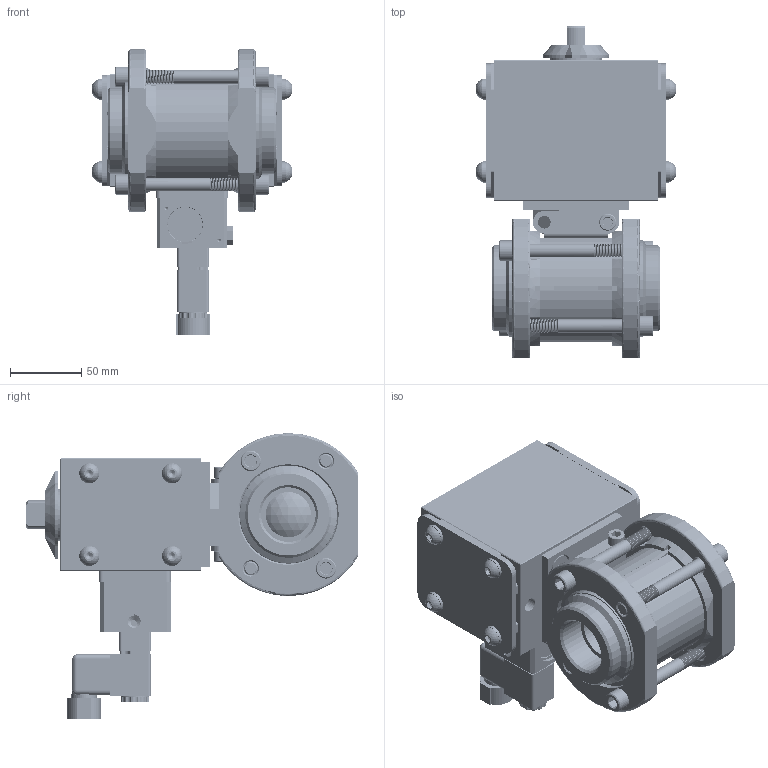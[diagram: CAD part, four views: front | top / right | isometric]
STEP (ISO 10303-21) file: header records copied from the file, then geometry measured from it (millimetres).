
FILE_DESCRIPTION (( 'STEP AP203' ), '1' );
FILE_NAME ('22XXTSWSA522DGPDC.step', '2018-03-15T17:52:39', ( '' ), ( '' ), 'SwSTEP 2.0', 'SolidWorks 2017', '' );
FILE_SCHEMA (( 'CONFIG_CONTROL_DESIGN' ));
Products named in the file (1): 22XXTSWSA522DGPDC
Bounding box: 139.51 x 232.59 x 200.08 mm (x, y, z)
Volume: 1222247.4 mm3; surface area: 380726.3 mm2
Topology: 60 solids, 60 shells, 3446 faces, 8838 edges, 5542 vertices
Faces by surface type: cylinder 1610, plane 823, cone 706, bspline 148, torus 137, sphere 22
Entity records: 172968 total; most frequent: CARTESIAN_POINT 93007, ORIENTED_EDGE 17452, DIRECTION 16302, EDGE_CURVE 8726, AXIS2_PLACEMENT_3D 6304, VERTEX_POINT 5540, EDGE_LOOP 3766, LINE 3694
